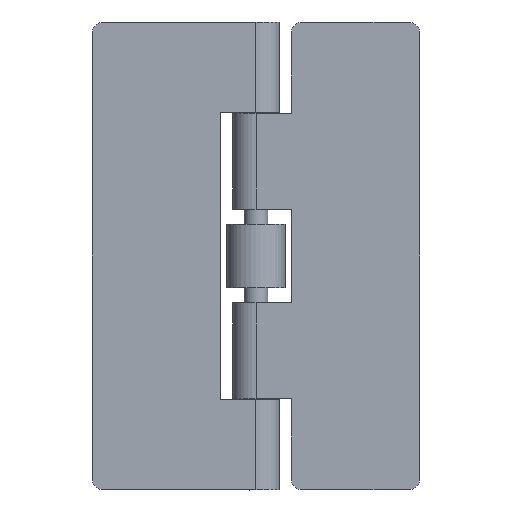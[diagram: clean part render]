
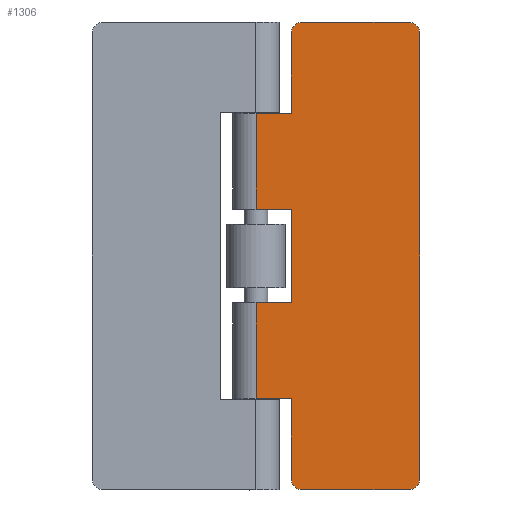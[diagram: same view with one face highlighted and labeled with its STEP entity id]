
A CAD part, front view. The second image highlights one B-rep face of the part: STEP entity #1306.
In plain terms, the highlighted planar face has unit normal (0, -1, 0).
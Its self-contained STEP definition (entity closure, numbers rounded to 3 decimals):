
#1257 = VERTEX_POINT ( 'NONE', #2123 ) ;
#1272 = EDGE_CURVE ( 'NONE', #1257, #1423, #2173, .T. ) ;
#1279 = EDGE_CURVE ( 'NONE', #1280, #1291, #2289, .T. ) ;
#1280 = VERTEX_POINT ( 'NONE', #2263 ) ;
#1281 = EDGE_CURVE ( 'NONE', #1359, #1283, #2261, .T. ) ;
#1282 = EDGE_CURVE ( 'NONE', #1359, #1295, #2262, .T. ) ;
#1283 = VERTEX_POINT ( 'NONE', #2279 ) ;
#1284 = EDGE_CURVE ( 'NONE', #1292, #1283, #2278, .T. ) ;
#1285 = ORIENTED_EDGE ( 'NONE', *, *, #1361, .F. ) ;
#1286 = ORIENTED_EDGE ( 'NONE', *, *, #1284, .F. ) ;
#1287 = ORIENTED_EDGE ( 'NONE', *, *, #1281, .T. ) ;
#1288 = ORIENTED_EDGE ( 'NONE', *, *, #1272, .T. ) ;
#1289 = ORIENTED_EDGE ( 'NONE', *, *, #1290, .F. ) ;
#1290 = EDGE_CURVE ( 'NONE', #1291, #1423, #2224, .T. ) ;
#1291 = VERTEX_POINT ( 'NONE', #2220 ) ;
#1292 = VERTEX_POINT ( 'NONE', #2219 ) ;
#1293 = ORIENTED_EDGE ( 'NONE', *, *, #1294, .T. ) ;
#1294 = EDGE_CURVE ( 'NONE', #1298, #1295, #2218, .T. ) ;
#1295 = VERTEX_POINT ( 'NONE', #2213 ) ;
#1296 = EDGE_CURVE ( 'NONE', #1298, #1300, #2212, .T. ) ;
#1297 = ORIENTED_EDGE ( 'NONE', *, *, #1296, .F. ) ;
#1298 = VERTEX_POINT ( 'NONE', #2208 ) ;
#1299 = EDGE_CURVE ( 'NONE', #1312, #1300, #2207, .T. ) ;
#1300 = VERTEX_POINT ( 'NONE', #2202 ) ;
#1301 = VERTEX_POINT ( 'NONE', #2201 ) ;
#1303 = EDGE_LOOP ( 'NONE', ( #1304, #1307, #1311, #1317, #1297, #1293, #1360, #1287, #1286, #1285, #1288, #1289, #1362, #1354, #1350, #1351 ) ) ;
#1304 = ORIENTED_EDGE ( 'NONE', *, *, #1309, .F. ) ;
#1306 = ADVANCED_FACE ( 'NONE', ( #2200 ), #2197, .F. ) ;
#1307 = ORIENTED_EDGE ( 'NONE', *, *, #1310, .T. ) ;
#1309 = EDGE_CURVE ( 'NONE', #1301, #1319, #2238, .T. ) ;
#1310 = EDGE_CURVE ( 'NONE', #1301, #1313, #2234, .T. ) ;
#1311 = ORIENTED_EDGE ( 'NONE', *, *, #1316, .T. ) ;
#1312 = VERTEX_POINT ( 'NONE', #2229 ) ;
#1313 = VERTEX_POINT ( 'NONE', #2228 ) ;
#1316 = EDGE_CURVE ( 'NONE', #1313, #1312, #2163, .T. ) ;
#1317 = ORIENTED_EDGE ( 'NONE', *, *, #1299, .T. ) ;
#1319 = VERTEX_POINT ( 'NONE', #2151 ) ;
#1349 = EDGE_CURVE ( 'NONE', #1437, #1280, #2303, .T. ) ;
#1350 = ORIENTED_EDGE ( 'NONE', *, *, #1455, .T. ) ;
#1351 = ORIENTED_EDGE ( 'NONE', *, *, #1352, .F. ) ;
#1352 = EDGE_CURVE ( 'NONE', #1319, #1453, #2353, .T. ) ;
#1354 = ORIENTED_EDGE ( 'NONE', *, *, #1349, .F. ) ;
#1359 = VERTEX_POINT ( 'NONE', #2298 ) ;
#1360 = ORIENTED_EDGE ( 'NONE', *, *, #1282, .F. ) ;
#1361 = EDGE_CURVE ( 'NONE', #1257, #1292, #2297, .T. ) ;
#1362 = ORIENTED_EDGE ( 'NONE', *, *, #1279, .F. ) ;
#1423 = VERTEX_POINT ( 'NONE', #2397 ) ;
#1437 = VERTEX_POINT ( 'NONE', #2619 ) ;
#1453 = VERTEX_POINT ( 'NONE', #2478 ) ;
#1455 = EDGE_CURVE ( 'NONE', #1437, #1453, #2477, .T. ) ;
#2123 = CARTESIAN_POINT ( 'NONE',  ( 0., -1., 6.1 ) ) ;
#2151 = CARTESIAN_POINT ( 'NONE',  ( 1.5, -1., -6.1 ) ) ;
#2152 = DIRECTION ( 'NONE',  ( 1., 0., 0. ) ) ;
#2161 = VECTOR ( 'NONE', #2152, 1000. ) ;
#2162 = CARTESIAN_POINT ( 'NONE',  ( 7., -1., -10. ) ) ;
#2163 = LINE ( 'NONE', #2162, #2161 ) ;
#2172 = CARTESIAN_POINT ( 'NONE',  ( 0., -1., 10. ) ) ;
#2173 = LINE ( 'NONE', #2172, #2265 ) ;
#2197 = PLANE ( 'NONE',  #2199 ) ;
#2199 = AXIS2_PLACEMENT_3D ( 'NONE', #2249, #2240, #2239 ) ;
#2200 = FACE_OUTER_BOUND ( 'NONE', #1303, .T. ) ;
#2201 = CARTESIAN_POINT ( 'NONE',  ( 1.5, -1., -9.5 ) ) ;
#2202 = CARTESIAN_POINT ( 'NONE',  ( 7., -1., -9.5 ) ) ;
#2203 = DIRECTION ( 'NONE',  ( -1., 0., 0. ) ) ;
#2204 = DIRECTION ( 'NONE',  ( 0., -1., 0. ) ) ;
#2205 = CARTESIAN_POINT ( 'NONE',  ( 6.5, -1., -9.5 ) ) ;
#2206 = AXIS2_PLACEMENT_3D ( 'NONE', #2205, #2204, #2203 ) ;
#2207 = CIRCLE ( 'NONE', #2206, 0.5 ) ;
#2208 = CARTESIAN_POINT ( 'NONE',  ( 7., -1., 9.5 ) ) ;
#2209 = DIRECTION ( 'NONE',  ( 0., 0., -1. ) ) ;
#2210 = VECTOR ( 'NONE', #2209, 1000. ) ;
#2211 = CARTESIAN_POINT ( 'NONE',  ( 7., -1., 10. ) ) ;
#2212 = LINE ( 'NONE', #2211, #2210 ) ;
#2213 = CARTESIAN_POINT ( 'NONE',  ( 6.5, -1., 10. ) ) ;
#2214 = DIRECTION ( 'NONE',  ( -1., 0., 0. ) ) ;
#2215 = DIRECTION ( 'NONE',  ( 0., -1., 0. ) ) ;
#2216 = CARTESIAN_POINT ( 'NONE',  ( 6.5, -1., 9.5 ) ) ;
#2217 = AXIS2_PLACEMENT_3D ( 'NONE', #2216, #2215, #2214 ) ;
#2218 = CIRCLE ( 'NONE', #2217, 0.5 ) ;
#2219 = CARTESIAN_POINT ( 'NONE',  ( 1.5, -1., 6.1 ) ) ;
#2220 = CARTESIAN_POINT ( 'NONE',  ( 1.5, -1., 2. ) ) ;
#2221 = DIRECTION ( 'NONE',  ( -1., 0., 0. ) ) ;
#2222 = VECTOR ( 'NONE', #2221, 1000. ) ;
#2223 = CARTESIAN_POINT ( 'NONE',  ( -1., -1., 2. ) ) ;
#2224 = LINE ( 'NONE', #2223, #2222 ) ;
#2225 = DIRECTION ( 'NONE',  ( 0., 0., 1. ) ) ;
#2228 = CARTESIAN_POINT ( 'NONE',  ( 2., -1., -10. ) ) ;
#2229 = CARTESIAN_POINT ( 'NONE',  ( 6.5, -1., -10. ) ) ;
#2230 = DIRECTION ( 'NONE',  ( -1., 0., 0. ) ) ;
#2231 = DIRECTION ( 'NONE',  ( 0., -1., 0. ) ) ;
#2232 = CARTESIAN_POINT ( 'NONE',  ( 2., -1., -9.5 ) ) ;
#2233 = AXIS2_PLACEMENT_3D ( 'NONE', #2232, #2231, #2230 ) ;
#2234 = CIRCLE ( 'NONE', #2233, 0.5 ) ;
#2235 = DIRECTION ( 'NONE',  ( 0., 0., 1. ) ) ;
#2236 = VECTOR ( 'NONE', #2235, 1000. ) ;
#2237 = CARTESIAN_POINT ( 'NONE',  ( 1.5, -1., -10. ) ) ;
#2238 = LINE ( 'NONE', #2237, #2236 ) ;
#2239 = DIRECTION ( 'NONE',  ( -1., 0., 0. ) ) ;
#2240 = DIRECTION ( 'NONE',  ( 0., 1., 0. ) ) ;
#2249 = CARTESIAN_POINT ( 'NONE',  ( 7., -1., 10. ) ) ;
#2257 = DIRECTION ( 'NONE',  ( -1., 0., 0. ) ) ;
#2258 = DIRECTION ( 'NONE',  ( 0., -1., 0. ) ) ;
#2259 = CARTESIAN_POINT ( 'NONE',  ( 2., -1., 9.5 ) ) ;
#2260 = AXIS2_PLACEMENT_3D ( 'NONE', #2259, #2258, #2257 ) ;
#2261 = CIRCLE ( 'NONE', #2260, 0.5 ) ;
#2262 = LINE ( 'NONE', #2282, #2281 ) ;
#2263 = CARTESIAN_POINT ( 'NONE',  ( 1.5, -1., -2. ) ) ;
#2264 = DIRECTION ( 'NONE',  ( 0., 0., -1. ) ) ;
#2265 = VECTOR ( 'NONE', #2264, 1000. ) ;
#2276 = VECTOR ( 'NONE', #2225, 1000. ) ;
#2277 = CARTESIAN_POINT ( 'NONE',  ( 1.5, -1., 10. ) ) ;
#2278 = LINE ( 'NONE', #2277, #2276 ) ;
#2279 = CARTESIAN_POINT ( 'NONE',  ( 1.5, -1., 9.5 ) ) ;
#2280 = DIRECTION ( 'NONE',  ( 1., 0., 0. ) ) ;
#2281 = VECTOR ( 'NONE', #2280, 1000. ) ;
#2282 = CARTESIAN_POINT ( 'NONE',  ( 7., -1., 10. ) ) ;
#2286 = DIRECTION ( 'NONE',  ( 0., 0., 1. ) ) ;
#2287 = VECTOR ( 'NONE', #2286, 1000. ) ;
#2288 = CARTESIAN_POINT ( 'NONE',  ( 1.5, -1., 2. ) ) ;
#2289 = LINE ( 'NONE', #2288, #2287 ) ;
#2294 = DIRECTION ( 'NONE',  ( 1., 0., 0. ) ) ;
#2295 = VECTOR ( 'NONE', #2294, 1000. ) ;
#2296 = CARTESIAN_POINT ( 'NONE',  ( -1., -1., 6.1 ) ) ;
#2297 = LINE ( 'NONE', #2296, #2295 ) ;
#2298 = CARTESIAN_POINT ( 'NONE',  ( 2., -1., 10. ) ) ;
#2299 = DIRECTION ( 'NONE',  ( 1., 0., 0. ) ) ;
#2300 = VECTOR ( 'NONE', #2299, 1000. ) ;
#2301 = CARTESIAN_POINT ( 'NONE',  ( -1., -1., -2. ) ) ;
#2303 = LINE ( 'NONE', #2301, #2300 ) ;
#2350 = DIRECTION ( 'NONE',  ( -1., 0., 0. ) ) ;
#2351 = VECTOR ( 'NONE', #2350, 1000. ) ;
#2352 = CARTESIAN_POINT ( 'NONE',  ( -1., -1., -6.1 ) ) ;
#2353 = LINE ( 'NONE', #2352, #2351 ) ;
#2397 = CARTESIAN_POINT ( 'NONE',  ( 0., -1., 2. ) ) ;
#2474 = DIRECTION ( 'NONE',  ( 0., 0., -1. ) ) ;
#2475 = VECTOR ( 'NONE', #2474, 1000. ) ;
#2476 = CARTESIAN_POINT ( 'NONE',  ( 0., -1., 10. ) ) ;
#2477 = LINE ( 'NONE', #2476, #2475 ) ;
#2478 = CARTESIAN_POINT ( 'NONE',  ( 0., -1., -6.1 ) ) ;
#2619 = CARTESIAN_POINT ( 'NONE',  ( 0., -1., -2. ) ) ;
